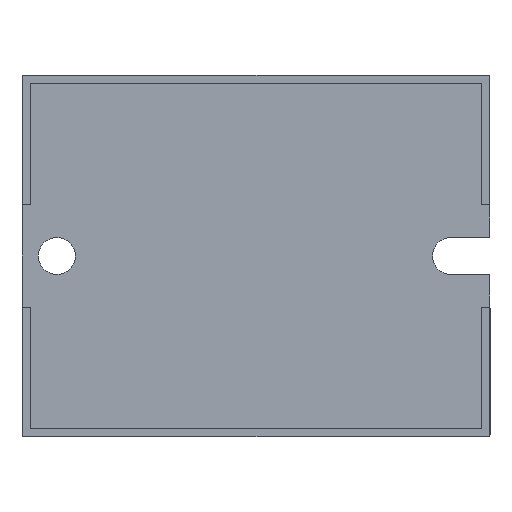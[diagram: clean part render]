
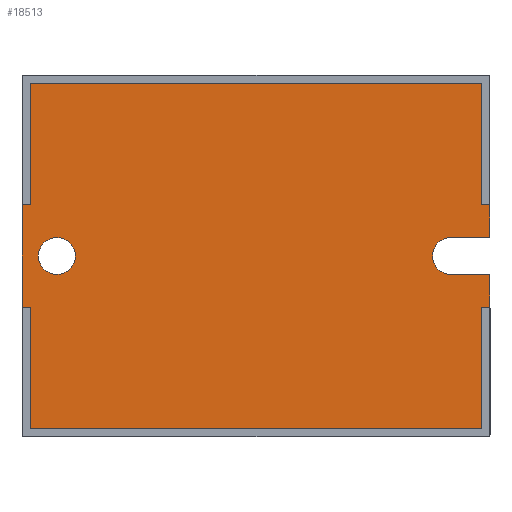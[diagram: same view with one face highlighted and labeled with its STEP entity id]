
A CAD part, front view. The second image highlights one B-rep face of the part: STEP entity #18513.
In plain terms, the highlighted planar face has unit normal (0, -1, 0).
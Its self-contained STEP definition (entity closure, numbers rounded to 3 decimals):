
#13 = ORIENTED_EDGE ( 'NONE', *, *, #17441, .T. ) ;
#93 = EDGE_CURVE ( 'NONE', #13581, #6237, #15268, .T. ) ;
#98 = VERTEX_POINT ( 'NONE', #14098 ) ;
#157 = ORIENTED_EDGE ( 'NONE', *, *, #1010, .T. ) ;
#324 = CARTESIAN_POINT ( 'NONE',  ( 28.5, -0.5, 6.25 ) ) ;
#413 = CARTESIAN_POINT ( 'NONE',  ( 28.5, -0.5, -2.25 ) ) ;
#775 = VECTOR ( 'NONE', #19951, 1000. ) ;
#1010 = EDGE_CURVE ( 'NONE', #30305, #18752, #14951, .T. ) ;
#1056 = CARTESIAN_POINT ( 'NONE',  ( 28.5, -0.5, 6.25 ) ) ;
#1259 = CARTESIAN_POINT ( 'NONE',  ( 23.75, -0.5, -2.25 ) ) ;
#1322 = DIRECTION ( 'NONE',  ( 0., 0., 1. ) ) ;
#1434 = CARTESIAN_POINT ( 'NONE',  ( -24.25, -0.5, -2.25 ) ) ;
#1763 = DIRECTION ( 'NONE',  ( 0., 0., 1. ) ) ;
#1797 = LINE ( 'NONE', #29179, #19807 ) ;
#1898 = CARTESIAN_POINT ( 'NONE',  ( -27.5, -0.5, -6.25 ) ) ;
#1947 = CIRCLE ( 'NONE', #23158, 2.25 ) ;
#2047 = VERTEX_POINT ( 'NONE', #30308 ) ;
#2065 = CARTESIAN_POINT ( 'NONE',  ( -27.5, -0.5, 21. ) ) ;
#2381 = CARTESIAN_POINT ( 'NONE',  ( 27.5, -0.5, 21. ) ) ;
#2729 = ORIENTED_EDGE ( 'NONE', *, *, #13805, .T. ) ;
#2929 = CARTESIAN_POINT ( 'NONE',  ( -24.25, -0.5, 0. ) ) ;
#2985 = EDGE_CURVE ( 'NONE', #17601, #98, #3714, .T. ) ;
#3014 = LINE ( 'NONE', #15740, #15299 ) ;
#3028 = EDGE_CURVE ( 'NONE', #98, #2047, #9520, .T. ) ;
#3105 = VECTOR ( 'NONE', #21672, 1000. ) ;
#3352 = DIRECTION ( 'NONE',  ( 1., 0., 0. ) ) ;
#3515 = DIRECTION ( 'NONE',  ( 0., 0., -1. ) ) ;
#3714 = LINE ( 'NONE', #4207, #19083 ) ;
#3937 = VECTOR ( 'NONE', #22548, 1000. ) ;
#4071 = VERTEX_POINT ( 'NONE', #1898 ) ;
#4097 = DIRECTION ( 'NONE',  ( 0., 0., 1. ) ) ;
#4152 = ORIENTED_EDGE ( 'NONE', *, *, #18021, .T. ) ;
#4207 = CARTESIAN_POINT ( 'NONE',  ( 27.5, -0.5, -6.25 ) ) ;
#4222 = CARTESIAN_POINT ( 'NONE',  ( -24.25, -0.5, 0. ) ) ;
#4275 = PLANE ( 'NONE',  #21647 ) ;
#4633 = DIRECTION ( 'NONE',  ( 1., 0., 0. ) ) ;
#4914 = ORIENTED_EDGE ( 'NONE', *, *, #14645, .T. ) ;
#4923 = ORIENTED_EDGE ( 'NONE', *, *, #2985, .T. ) ;
#5404 = DIRECTION ( 'NONE',  ( 0., 0., 1. ) ) ;
#5811 = CARTESIAN_POINT ( 'NONE',  ( 27.5, -0.5, 21. ) ) ;
#6237 = VERTEX_POINT ( 'NONE', #25147 ) ;
#6509 = VERTEX_POINT ( 'NONE', #5811 ) ;
#6725 = CARTESIAN_POINT ( 'NONE',  ( -28.5, -0.5, -6.25 ) ) ;
#6763 = ORIENTED_EDGE ( 'NONE', *, *, #26820, .T. ) ;
#6817 = CARTESIAN_POINT ( 'NONE',  ( -27.5, -0.5, 21. ) ) ;
#7283 = ORIENTED_EDGE ( 'NONE', *, *, #14784, .T. ) ;
#7334 = CARTESIAN_POINT ( 'NONE',  ( -28.5, -0.5, 6.25 ) ) ;
#7512 = LINE ( 'NONE', #2065, #26249 ) ;
#8136 = ORIENTED_EDGE ( 'NONE', *, *, #21298, .T. ) ;
#8254 = ORIENTED_EDGE ( 'NONE', *, *, #93, .T. ) ;
#8349 = EDGE_CURVE ( 'NONE', #22527, #30305, #29962, .T. ) ;
#8437 = EDGE_CURVE ( 'NONE', #20902, #20647, #22678, .T. ) ;
#8446 = CARTESIAN_POINT ( 'NONE',  ( -27.5, -0.5, -21. ) ) ;
#8583 = VECTOR ( 'NONE', #28983, 1000. ) ;
#9184 = CARTESIAN_POINT ( 'NONE',  ( 28.5, -0.5, -6.25 ) ) ;
#9520 = LINE ( 'NONE', #9184, #28241 ) ;
#10014 = ORIENTED_EDGE ( 'NONE', *, *, #3028, .T. ) ;
#10299 = CARTESIAN_POINT ( 'NONE',  ( 28.5, -0.5, 2.25 ) ) ;
#10623 = EDGE_CURVE ( 'NONE', #12866, #25329, #1797, .T. ) ;
#11082 = LINE ( 'NONE', #20247, #16800 ) ;
#11402 = ORIENTED_EDGE ( 'NONE', *, *, #8349, .T. ) ;
#11679 = ORIENTED_EDGE ( 'NONE', *, *, #21744, .T. ) ;
#11892 = EDGE_CURVE ( 'NONE', #6509, #22527, #7512, .T. ) ;
#12017 = AXIS2_PLACEMENT_3D ( 'NONE', #2929, #20071, #5404 ) ;
#12866 = VERTEX_POINT ( 'NONE', #1259 ) ;
#13522 = VERTEX_POINT ( 'NONE', #15603 ) ;
#13581 = VERTEX_POINT ( 'NONE', #1434 ) ;
#13805 = EDGE_CURVE ( 'NONE', #26981, #6509, #22766, .T. ) ;
#13869 = ORIENTED_EDGE ( 'NONE', *, *, #27430, .T. ) ;
#14098 = CARTESIAN_POINT ( 'NONE',  ( 27.5, -0.5, -6.25 ) ) ;
#14131 = AXIS2_PLACEMENT_3D ( 'NONE', #4222, #18921, #1763 ) ;
#14154 = CARTESIAN_POINT ( 'NONE',  ( 0., -0.5, 0. ) ) ;
#14287 = CARTESIAN_POINT ( 'NONE',  ( -27.5, -0.5, -6.25 ) ) ;
#14338 = CARTESIAN_POINT ( 'NONE',  ( 28.5, -0.5, 6.25 ) ) ;
#14645 = EDGE_CURVE ( 'NONE', #19856, #4071, #30027, .T. ) ;
#14696 = LINE ( 'NONE', #8446, #26942 ) ;
#14784 = EDGE_CURVE ( 'NONE', #13522, #17601, #14696, .T. ) ;
#14951 = LINE ( 'NONE', #14982, #21459 ) ;
#14982 = CARTESIAN_POINT ( 'NONE',  ( -28.5, -0.5, 6.25 ) ) ;
#15008 = EDGE_CURVE ( 'NONE', #25519, #26981, #15062, .T. ) ;
#15062 = LINE ( 'NONE', #14338, #8583 ) ;
#15148 = ORIENTED_EDGE ( 'NONE', *, *, #11892, .T. ) ;
#15268 = CIRCLE ( 'NONE', #14131, 2.25 ) ;
#15299 = VECTOR ( 'NONE', #3515, 1000. ) ;
#15317 = ORIENTED_EDGE ( 'NONE', *, *, #10623, .F. ) ;
#15321 = CARTESIAN_POINT ( 'NONE',  ( -27.5, -0.5, 21. ) ) ;
#15603 = CARTESIAN_POINT ( 'NONE',  ( -27.5, -0.5, -21. ) ) ;
#15740 = CARTESIAN_POINT ( 'NONE',  ( -28.5, -0.5, 6.25 ) ) ;
#16023 = DIRECTION ( 'NONE',  ( 0., 1., 0. ) ) ;
#16249 = VECTOR ( 'NONE', #26922, 1000. ) ;
#16603 = DIRECTION ( 'NONE',  ( 0., 0., -1. ) ) ;
#16681 = VECTOR ( 'NONE', #21754, 1000. ) ;
#16753 = CARTESIAN_POINT ( 'NONE',  ( 23.75, -0.5, 2.25 ) ) ;
#16800 = VECTOR ( 'NONE', #25169, 1000. ) ;
#17222 = CIRCLE ( 'NONE', #12017, 2.25 ) ;
#17441 = EDGE_CURVE ( 'NONE', #6237, #13581, #17222, .T. ) ;
#17601 = VERTEX_POINT ( 'NONE', #25411 ) ;
#18021 = EDGE_CURVE ( 'NONE', #4071, #13522, #29704, .T. ) ;
#18513 = ADVANCED_FACE ( 'NONE', ( #20491, #28522 ), #4275, .T. ) ;
#18752 = VERTEX_POINT ( 'NONE', #7334 ) ;
#18921 = DIRECTION ( 'NONE',  ( 0., 1., 0. ) ) ;
#19083 = VECTOR ( 'NONE', #4097, 1000. ) ;
#19565 = LINE ( 'NONE', #324, #775 ) ;
#19807 = VECTOR ( 'NONE', #4633, 1000. ) ;
#19856 = VERTEX_POINT ( 'NONE', #6725 ) ;
#19870 = CARTESIAN_POINT ( 'NONE',  ( -28.5, -0.5, -6.25 ) ) ;
#19951 = DIRECTION ( 'NONE',  ( 0., 0., 1. ) ) ;
#20064 = ORIENTED_EDGE ( 'NONE', *, *, #8437, .T. ) ;
#20071 = DIRECTION ( 'NONE',  ( 0., 1., 0. ) ) ;
#20247 = CARTESIAN_POINT ( 'NONE',  ( 28.5, -0.5, 6.25 ) ) ;
#20491 = FACE_OUTER_BOUND ( 'NONE', #31408, .T. ) ;
#20647 = VERTEX_POINT ( 'NONE', #10299 ) ;
#20902 = VERTEX_POINT ( 'NONE', #26305 ) ;
#21298 = EDGE_CURVE ( 'NONE', #12866, #20902, #1947, .T. ) ;
#21459 = VECTOR ( 'NONE', #29641, 1000. ) ;
#21462 = DIRECTION ( 'NONE',  ( 0., 0., -1. ) ) ;
#21647 = AXIS2_PLACEMENT_3D ( 'NONE', #14154, #31295, #16603 ) ;
#21672 = DIRECTION ( 'NONE',  ( 1., 0., 0. ) ) ;
#21744 = EDGE_CURVE ( 'NONE', #2047, #25329, #19565, .T. ) ;
#21754 = DIRECTION ( 'NONE',  ( 0., 0., -1. ) ) ;
#22527 = VERTEX_POINT ( 'NONE', #15321 ) ;
#22548 = DIRECTION ( 'NONE',  ( 1., 0., 0. ) ) ;
#22678 = LINE ( 'NONE', #16753, #3105 ) ;
#22766 = LINE ( 'NONE', #2381, #16249 ) ;
#23158 = AXIS2_PLACEMENT_3D ( 'NONE', #30699, #16023, #1322 ) ;
#23426 = VECTOR ( 'NONE', #21462, 1000. ) ;
#23809 = DIRECTION ( 'NONE',  ( 1., 0., 0. ) ) ;
#25147 = CARTESIAN_POINT ( 'NONE',  ( -24.25, -0.5, 2.25 ) ) ;
#25169 = DIRECTION ( 'NONE',  ( 0., 0., 1. ) ) ;
#25329 = VERTEX_POINT ( 'NONE', #413 ) ;
#25411 = CARTESIAN_POINT ( 'NONE',  ( 27.5, -0.5, -21. ) ) ;
#25519 = VERTEX_POINT ( 'NONE', #1056 ) ;
#26249 = VECTOR ( 'NONE', #31544, 1000. ) ;
#26305 = CARTESIAN_POINT ( 'NONE',  ( 23.75, -0.5, 2.25 ) ) ;
#26820 = EDGE_CURVE ( 'NONE', #18752, #19856, #3014, .T. ) ;
#26922 = DIRECTION ( 'NONE',  ( 0., 0., 1. ) ) ;
#26942 = VECTOR ( 'NONE', #3352, 1000. ) ;
#26981 = VERTEX_POINT ( 'NONE', #30943 ) ;
#27430 = EDGE_CURVE ( 'NONE', #20647, #25519, #11082, .T. ) ;
#27580 = EDGE_LOOP ( 'NONE', ( #13, #8254 ) ) ;
#28241 = VECTOR ( 'NONE', #23809, 1000. ) ;
#28522 = FACE_BOUND ( 'NONE', #27580, .T. ) ;
#28983 = DIRECTION ( 'NONE',  ( -1., 0., 0. ) ) ;
#29179 = CARTESIAN_POINT ( 'NONE',  ( 0., -0.5, -2.25 ) ) ;
#29641 = DIRECTION ( 'NONE',  ( -1., 0., 0. ) ) ;
#29704 = LINE ( 'NONE', #14287, #16681 ) ;
#29962 = LINE ( 'NONE', #6817, #23426 ) ;
#30027 = LINE ( 'NONE', #19870, #3937 ) ;
#30305 = VERTEX_POINT ( 'NONE', #30473 ) ;
#30308 = CARTESIAN_POINT ( 'NONE',  ( 28.5, -0.5, -6.25 ) ) ;
#30473 = CARTESIAN_POINT ( 'NONE',  ( -27.5, -0.5, 6.25 ) ) ;
#30699 = CARTESIAN_POINT ( 'NONE',  ( 23.75, -0.5, 0. ) ) ;
#30840 = ORIENTED_EDGE ( 'NONE', *, *, #15008, .T. ) ;
#30943 = CARTESIAN_POINT ( 'NONE',  ( 27.5, -0.5, 6.25 ) ) ;
#31295 = DIRECTION ( 'NONE',  ( 0., -1., 0. ) ) ;
#31408 = EDGE_LOOP ( 'NONE', ( #15317, #8136, #20064, #13869, #30840, #2729, #15148, #11402, #157, #6763, #4914, #4152, #7283, #4923, #10014, #11679 ) ) ;
#31544 = DIRECTION ( 'NONE',  ( -1., 0., 0. ) ) ;
